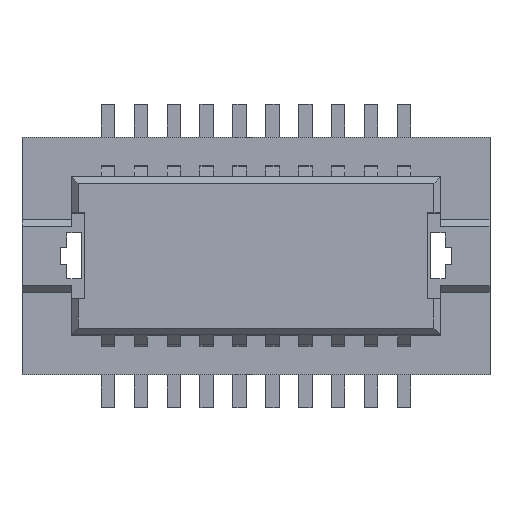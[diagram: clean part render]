
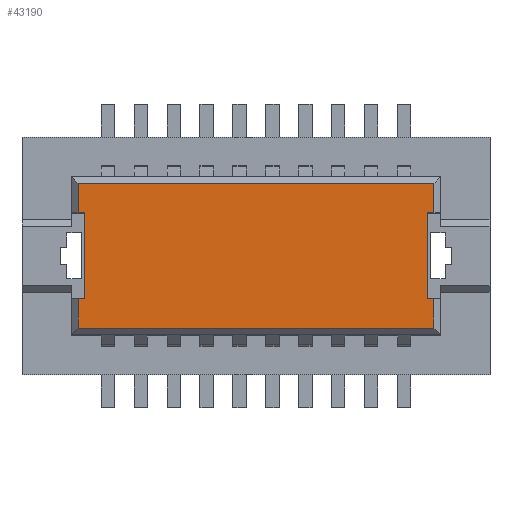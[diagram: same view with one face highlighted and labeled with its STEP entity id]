
A CAD part, top view. The second image highlights one B-rep face of the part: STEP entity #43190.
In plain terms, the highlighted planar face has unit normal (0, 0, 1).
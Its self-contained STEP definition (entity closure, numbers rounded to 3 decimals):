
#42030=CARTESIAN_POINT('',(2.55,0.4,2.7));
#42040=VERTEX_POINT('',#42030);
#42120=CARTESIAN_POINT('',(-2.85,0.4,2.7));
#42130=VERTEX_POINT('',#42120);
#42160=CARTESIAN_POINT('',(-2.85,0.4,2.7));
#42170=DIRECTION('',(1.,0.,0.));
#42180=VECTOR('',#42170,1.);
#42190=LINE('',#42160,#42180);
#42200=EDGE_CURVE('',#42130,#42040,#42190,.T.);
#42250=CARTESIAN_POINT('',(-2.985,0.345,2.7));
#42260=DIRECTION('',(0.,0.,1.));
#42270=DIRECTION('',(1.,0.,0.));
#42280=AXIS2_PLACEMENT_3D('',#42250,#42260,#42270);
#42290=PLANE('',#42280);
#42300=CARTESIAN_POINT('',(-2.85,0.4,2.7));
#42310=DIRECTION('',(0.,1.,0.));
#42320=VECTOR('',#42310,1.);
#42330=LINE('',#42300,#42320);
#42340=CARTESIAN_POINT('',(-2.85,0.85,2.7));
#42350=VERTEX_POINT('',#42340);
#42360=EDGE_CURVE('',#42130,#42350,#42330,.T.);
#42370=ORIENTED_EDGE('',*,*,#42360,.F.);
#42380=CARTESIAN_POINT('',(-2.85,0.85,2.7));
#42390=DIRECTION('',(1.,0.,0.));
#42400=VECTOR('',#42390,1.);
#42410=LINE('',#42380,#42400);
#42420=CARTESIAN_POINT('',(-2.75,0.85,2.7));
#42430=VERTEX_POINT('',#42420);
#42440=EDGE_CURVE('',#42350,#42430,#42410,.T.);
#42450=ORIENTED_EDGE('',*,*,#42440,.F.);
#42460=CARTESIAN_POINT('',(-2.75,0.85,2.7));
#42470=DIRECTION('',(0.,1.,0.));
#42480=VECTOR('',#42470,1.);
#42490=LINE('',#42460,#42480);
#42500=CARTESIAN_POINT('',(-2.75,2.15,2.7));
#42510=VERTEX_POINT('',#42500);
#42520=EDGE_CURVE('',#42430,#42510,#42490,.T.);
#42530=ORIENTED_EDGE('',*,*,#42520,.F.);
#42540=CARTESIAN_POINT('',(-2.75,2.15,2.7));
#42550=DIRECTION('',(-1.,0.,0.));
#42560=VECTOR('',#42550,1.);
#42570=LINE('',#42540,#42560);
#42580=CARTESIAN_POINT('',(-2.85,2.15,2.7));
#42590=VERTEX_POINT('',#42580);
#42600=EDGE_CURVE('',#42510,#42590,#42570,.T.);
#42610=ORIENTED_EDGE('',*,*,#42600,.F.);
#42620=CARTESIAN_POINT('',(-2.85,2.15,2.7));
#42630=DIRECTION('',(0.,1.,0.));
#42640=VECTOR('',#42630,1.);
#42650=LINE('',#42620,#42640);
#42660=CARTESIAN_POINT('',(-2.85,2.6,2.7));
#42670=VERTEX_POINT('',#42660);
#42680=EDGE_CURVE('',#42590,#42670,#42650,.T.);
#42690=ORIENTED_EDGE('',*,*,#42680,.F.);
#42700=CARTESIAN_POINT('',(-2.85,2.6,2.7));
#42710=DIRECTION('',(1.,0.,0.));
#42720=VECTOR('',#42710,1.);
#42730=LINE('',#42700,#42720);
#42740=CARTESIAN_POINT('',(2.55,2.6,2.7));
#42750=VERTEX_POINT('',#42740);
#42760=EDGE_CURVE('',#42670,#42750,#42730,.T.);
#42770=ORIENTED_EDGE('',*,*,#42760,.F.);
#42780=CARTESIAN_POINT('',(2.55,2.15,2.7));
#42790=DIRECTION('',(0.,1.,0.));
#42800=VECTOR('',#42790,1.);
#42810=LINE('',#42780,#42800);
#42820=CARTESIAN_POINT('',(2.55,2.15,2.7));
#42830=VERTEX_POINT('',#42820);
#42840=EDGE_CURVE('',#42830,#42750,#42810,.T.);
#42850=ORIENTED_EDGE('',*,*,#42840,.T.);
#42860=CARTESIAN_POINT('',(2.45,2.15,2.7));
#42870=DIRECTION('',(1.,0.,0.));
#42880=VECTOR('',#42870,1.);
#42890=LINE('',#42860,#42880);
#42900=CARTESIAN_POINT('',(2.45,2.15,2.7));
#42910=VERTEX_POINT('',#42900);
#42920=EDGE_CURVE('',#42910,#42830,#42890,.T.);
#42930=ORIENTED_EDGE('',*,*,#42920,.T.);
#42940=CARTESIAN_POINT('',(2.45,0.85,2.7));
#42950=DIRECTION('',(0.,1.,0.));
#42960=VECTOR('',#42950,1.);
#42970=LINE('',#42940,#42960);
#42980=CARTESIAN_POINT('',(2.45,0.85,2.7));
#42990=VERTEX_POINT('',#42980);
#43000=EDGE_CURVE('',#42990,#42910,#42970,.T.);
#43010=ORIENTED_EDGE('',*,*,#43000,.T.);
#43020=CARTESIAN_POINT('',(2.55,0.85,2.7));
#43030=DIRECTION('',(-1.,0.,0.));
#43040=VECTOR('',#43030,1.);
#43050=LINE('',#43020,#43040);
#43060=CARTESIAN_POINT('',(2.55,0.85,2.7));
#43070=VERTEX_POINT('',#43060);
#43080=EDGE_CURVE('',#43070,#42990,#43050,.T.);
#43090=ORIENTED_EDGE('',*,*,#43080,.T.);
#43100=CARTESIAN_POINT('',(2.55,0.4,2.7));
#43110=DIRECTION('',(0.,1.,0.));
#43120=VECTOR('',#43110,1.);
#43130=LINE('',#43100,#43120);
#43140=EDGE_CURVE('',#42040,#43070,#43130,.T.);
#43150=ORIENTED_EDGE('',*,*,#43140,.T.);
#43160=ORIENTED_EDGE('',*,*,#42200,.T.);
#43170=EDGE_LOOP('',(#43160,#43150,#43090,#43010,#42930,#42850,#42770,
#42690,#42610,#42530,#42450,#42370));
#43180=FACE_OUTER_BOUND('',#43170,.T.);
#43190=ADVANCED_FACE('',(#43180),#42290,.T.);
